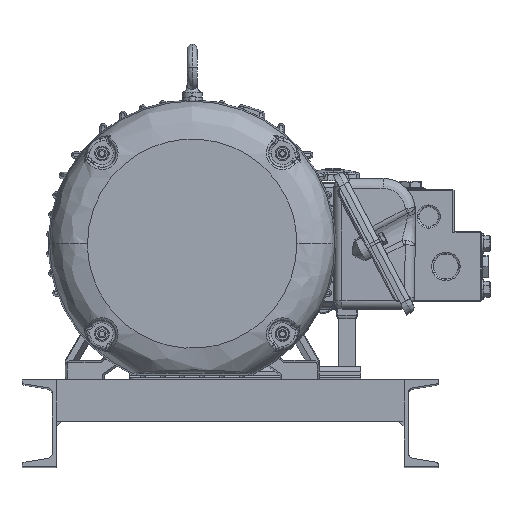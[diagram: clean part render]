
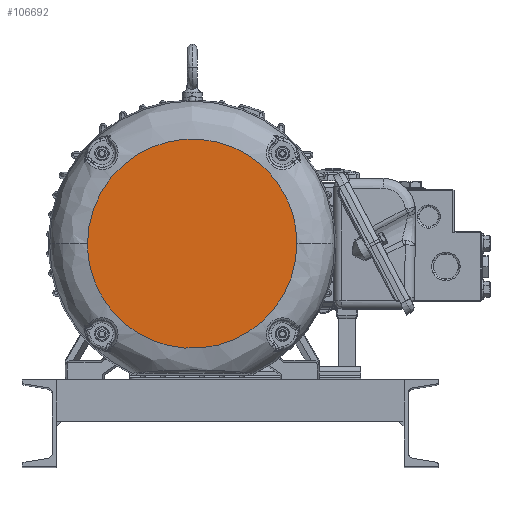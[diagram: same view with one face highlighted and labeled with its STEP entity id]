
A CAD part, top view. The second image highlights one B-rep face of the part: STEP entity #106692.
In plain terms, the highlighted planar face has unit normal (0, 0, 1).
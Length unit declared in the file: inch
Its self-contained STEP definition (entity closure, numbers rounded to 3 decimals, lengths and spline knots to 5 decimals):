
#3046 = FACE_OUTER_BOUND ( 'NONE', #95926, .T. ) ;
#7610 = CARTESIAN_POINT ( 'NONE',  ( -6.56548, 6.25, 4.52 ) ) ;
#12877 = CARTESIAN_POINT ( 'NONE',  ( 3.06548, 6.25, 4.52 ) ) ;
#23248 = CARTESIAN_POINT ( 'NONE',  ( -6.56548, 15.88096, 4.52 ) ) ;
#23629 = ORIENTED_EDGE ( 'NONE', *, *, #42034, .F. ) ;
#36112 = CARTESIAN_POINT ( 'NONE',  ( -6.56548, 6.25, 4.52 ) ) ;
#39605 = PLANE ( 'NONE',  #141028 ) ;
#42034 = EDGE_CURVE ( 'NONE', #150857, #157201, #55321, .T. ) ;
#53222 = CARTESIAN_POINT ( 'NONE',  ( 3.06548, -3.38096, 4.52 ) ) ;
#55321 =( BOUNDED_CURVE ( )  B_SPLINE_CURVE ( 3, ( #7610, #23248, #149183, #163534 ),
 .UNSPECIFIED., .F., .T. ) 
 B_SPLINE_CURVE_WITH_KNOTS ( ( 4, 4 ),
 ( 0., 1. ),
 .UNSPECIFIED. ) 
 CURVE ( )  GEOMETRIC_REPRESENTATION_ITEM ( )  RATIONAL_B_SPLINE_CURVE ( ( 1., 0.333, 0.333, 1. ) ) 
 REPRESENTATION_ITEM ( '' )  );
#89644 =( BOUNDED_CURVE ( )  B_SPLINE_CURVE ( 3, ( #167212, #53222, #123100, #122496 ),
 .UNSPECIFIED., .F., .F. ) 
 B_SPLINE_CURVE_WITH_KNOTS ( ( 4, 4 ),
 ( 0., 1. ),
 .UNSPECIFIED. ) 
 CURVE ( )  GEOMETRIC_REPRESENTATION_ITEM ( )  RATIONAL_B_SPLINE_CURVE ( ( 1., 0.333, 0.333, 1. ) ) 
 REPRESENTATION_ITEM ( '' )  );
#95926 = EDGE_LOOP ( 'NONE', ( #140009, #23629 ) ) ;
#97696 = CARTESIAN_POINT ( 'NONE',  ( -1.75, 11.06548, 4.52 ) ) ;
#106692 = ADVANCED_FACE ( 'NONE', ( #3046 ), #39605, .F. ) ;
#122496 = CARTESIAN_POINT ( 'NONE',  ( -6.56548, 6.25, 4.52 ) ) ;
#123100 = CARTESIAN_POINT ( 'NONE',  ( -6.56548, -3.38096, 4.52 ) ) ;
#126341 = DIRECTION ( 'NONE',  ( 0., 0., -1. ) ) ;
#140009 = ORIENTED_EDGE ( 'NONE', *, *, #159744, .F. ) ;
#141028 = AXIS2_PLACEMENT_3D ( 'NONE', #97696, #126341, #183574 ) ;
#149183 = CARTESIAN_POINT ( 'NONE',  ( 3.06548, 15.88096, 4.52 ) ) ;
#150857 = VERTEX_POINT ( 'NONE', #36112 ) ;
#157201 = VERTEX_POINT ( 'NONE', #12877 ) ;
#159744 = EDGE_CURVE ( 'NONE', #157201, #150857, #89644, .T. ) ;
#163534 = CARTESIAN_POINT ( 'NONE',  ( 3.06548, 6.25, 4.52 ) ) ;
#167212 = CARTESIAN_POINT ( 'NONE',  ( 3.06548, 6.25, 4.52 ) ) ;
#183574 = DIRECTION ( 'NONE',  ( -1., 0., 0. ) ) ;
